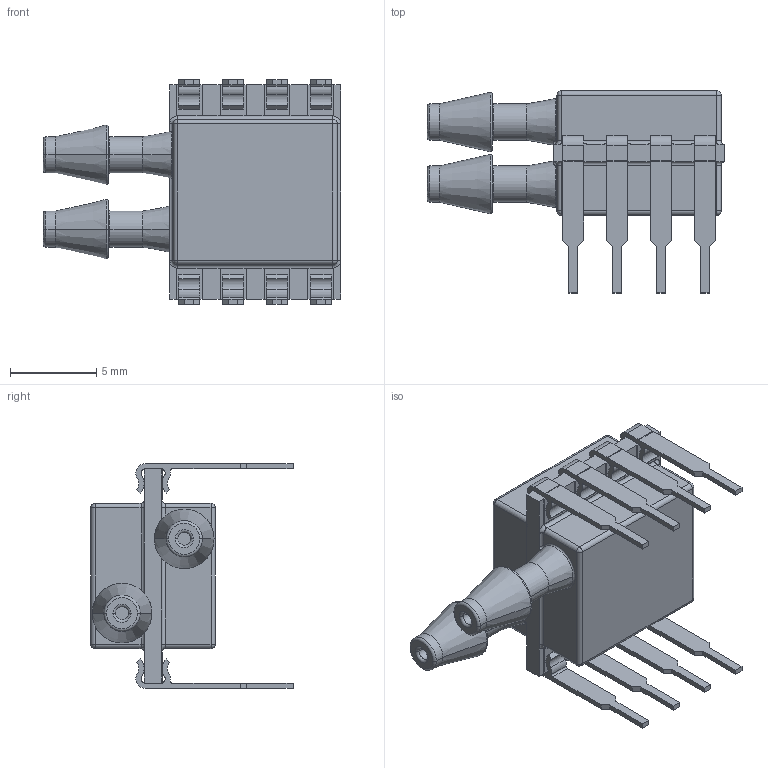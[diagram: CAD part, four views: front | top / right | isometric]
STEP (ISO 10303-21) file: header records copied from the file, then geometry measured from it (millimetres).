
FILE_DESCRIPTION((''),'2;1');
FILE_NAME('MS4525-DS-P_P2-54_L17-4_W12-4','2019-01-26T',('Dragos'),(''),'PRO/ENGINEER BY PARAMETRIC TECHNOLOGY CORPORATION, 2004440','PRO/ENGINEER BY PARAMETRIC TECHNOLOGY CORPORATION, 2004440','');
FILE_SCHEMA(('AUTOMOTIVE_DESIGN { 1 0 10303 214 1 1 1 1 }'));
Length unit declared in the file: millimetre
Products named in the file (1): MS4525-DS-P_P2-54_L17-4_W12-4
Bounding box: 17.2 x 11.7 x 13 mm (x, y, z)
Volume: 713.4 mm3; surface area: 886 mm2
Topology: 1 solids, 1 shells, 374 faces, 996 edges, 634 vertices
Faces by surface type: plane 210, cylinder 118, torus 26, cone 8, sphere 8, bspline 4
Entity records: 18181 total; most frequent: CARTESIAN_POINT 2548, DIRECTION 2000, ORIENTED_EDGE 1984, PRESENTATION_STYLE_ASSIGNMENT 1270, STYLED_ITEM 1030, CURVE_STYLE 997, EDGE_CURVE 992, VECTOR 694
